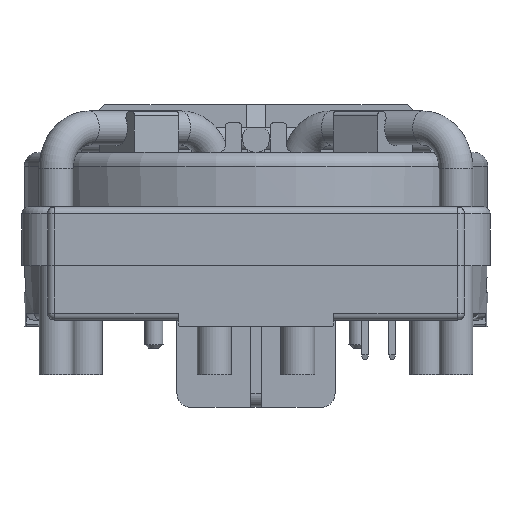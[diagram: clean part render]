
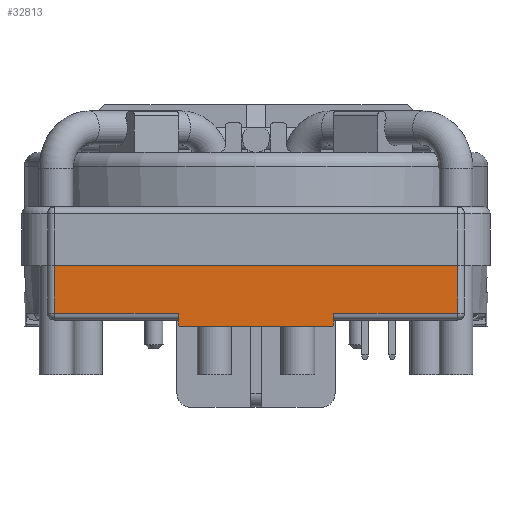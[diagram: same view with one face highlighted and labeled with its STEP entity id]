
A CAD part, front view. The second image highlights one B-rep face of the part: STEP entity #32813.
In plain terms, the highlighted planar face has unit normal (0, -1, 0).
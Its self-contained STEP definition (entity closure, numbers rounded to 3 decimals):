
#1234=LINE('',#61600,#4217);
#1237=LINE('',#61614,#4220);
#1290=LINE('',#61967,#4273);
#1291=LINE('',#61972,#4274);
#1292=LINE('',#61973,#4275);
#1293=LINE('',#61975,#4276);
#1294=LINE('',#61977,#4277);
#1295=LINE('',#61978,#4278);
#4217=VECTOR('',#52817,1000.);
#4220=VECTOR('',#52828,1000.);
#4273=VECTOR('',#52991,1000.);
#4274=VECTOR('',#52994,1000.);
#4275=VECTOR('',#52995,1000.);
#4276=VECTOR('',#52996,1000.);
#4277=VECTOR('',#52997,1000.);
#4278=VECTOR('',#52998,1000.);
#7120=PLANE('',#47245);
#11205=ORIENTED_EDGE('',*,*,#18732,.F.);
#11206=ORIENTED_EDGE('',*,*,#18733,.T.);
#11207=ORIENTED_EDGE('',*,*,#18734,.T.);
#11208=ORIENTED_EDGE('',*,*,#18604,.T.);
#11209=ORIENTED_EDGE('',*,*,#18735,.T.);
#11210=ORIENTED_EDGE('',*,*,#18736,.F.);
#11211=ORIENTED_EDGE('',*,*,#18737,.T.);
#11212=ORIENTED_EDGE('',*,*,#18610,.T.);
#11213=ORIENTED_EDGE('',*,*,#18738,.F.);
#11214=ORIENTED_EDGE('',*,*,#18739,.T.);
#18604=EDGE_CURVE('',#22737,#22738,#1234,.T.);
#18610=EDGE_CURVE('',#22744,#22743,#1237,.T.);
#18732=EDGE_CURVE('',#22859,#22860,#1290,.T.);
#18733=EDGE_CURVE('',#22859,#22861,#25435,.T.);
#18734=EDGE_CURVE('',#22861,#22737,#1291,.T.);
#18735=EDGE_CURVE('',#22738,#22862,#1292,.T.);
#18736=EDGE_CURVE('',#22863,#22862,#1293,.T.);
#18737=EDGE_CURVE('',#22863,#22744,#1294,.T.);
#18738=EDGE_CURVE('',#22864,#22743,#1295,.T.);
#18739=EDGE_CURVE('',#22864,#22860,#25436,.T.);
#22737=VERTEX_POINT('',#61601);
#22738=VERTEX_POINT('',#61602);
#22743=VERTEX_POINT('',#61613);
#22744=VERTEX_POINT('',#61615);
#22859=VERTEX_POINT('',#61968);
#22860=VERTEX_POINT('',#61969);
#22861=VERTEX_POINT('',#61971);
#22862=VERTEX_POINT('',#61974);
#22863=VERTEX_POINT('',#61976);
#22864=VERTEX_POINT('',#61979);
#25435=CIRCLE('',#47246,0.2);
#25436=CIRCLE('',#47247,0.2);
#27293=EDGE_LOOP('',(#11205,#11206,#11207,#11208,#11209,#11210,#11211,#11212,
#11213,#11214));
#30174=FACE_BOUND('',#27293,.T.);
#32813=ADVANCED_FACE('',(#30174),#7120,.T.);
#47245=AXIS2_PLACEMENT_3D('',#61966,#52989,#52990);
#47246=AXIS2_PLACEMENT_3D('',#61970,#52992,#52993);
#47247=AXIS2_PLACEMENT_3D('',#61980,#52999,#53000);
#52817=DIRECTION('',(-1.,0.,0.));
#52828=DIRECTION('',(-1.,0.,0.));
#52989=DIRECTION('',(0.,-1.,0.));
#52990=DIRECTION('',(-1.,0.,0.));
#52991=DIRECTION('',(1.,0.,0.));
#52992=DIRECTION('',(0.,-1.,0.));
#52993=DIRECTION('',(1.,0.,0.));
#52994=DIRECTION('',(0.,0.,-1.));
#52995=DIRECTION('',(0.,0.,-1.));
#52996=DIRECTION('',(-1.,0.,0.));
#52997=DIRECTION('',(0.,0.,1.));
#52998=DIRECTION('',(0.,0.,-1.));
#52999=DIRECTION('',(0.,-1.,0.));
#53000=DIRECTION('',(1.,0.,0.));
#61600=CARTESIAN_POINT('',(-14.8,-32.,11.8));
#61601=CARTESIAN_POINT('',(-5.7,-32.,11.8));
#61602=CARTESIAN_POINT('',(-14.8,-32.,11.8));
#61613=CARTESIAN_POINT('',(5.7,-32.,11.8));
#61614=CARTESIAN_POINT('',(-14.8,-32.,11.8));
#61615=CARTESIAN_POINT('',(14.8,-32.,11.8));
#61966=CARTESIAN_POINT('',(-14.1,-32.,11.3));
#61967=CARTESIAN_POINT('',(-5.7,-32.,12.8));
#61968=CARTESIAN_POINT('',(-5.5,-32.,12.8));
#61969=CARTESIAN_POINT('',(5.5,-32.,12.8));
#61970=CARTESIAN_POINT('',(-5.5,-32.,12.6));
#61971=CARTESIAN_POINT('',(-5.7,-32.,12.6));
#61972=CARTESIAN_POINT('',(-5.7,-32.,12.8));
#61973=CARTESIAN_POINT('',(-14.8,-32.,11.3));
#61974=CARTESIAN_POINT('',(-14.8,-32.,8.3));
#61975=CARTESIAN_POINT('',(14.8,-32.,8.3));
#61976=CARTESIAN_POINT('',(14.8,-32.,8.3));
#61977=CARTESIAN_POINT('',(14.8,-32.,11.3));
#61978=CARTESIAN_POINT('',(5.7,-32.,12.8));
#61979=CARTESIAN_POINT('',(5.7,-32.,12.6));
#61980=CARTESIAN_POINT('',(5.5,-32.,12.6));
